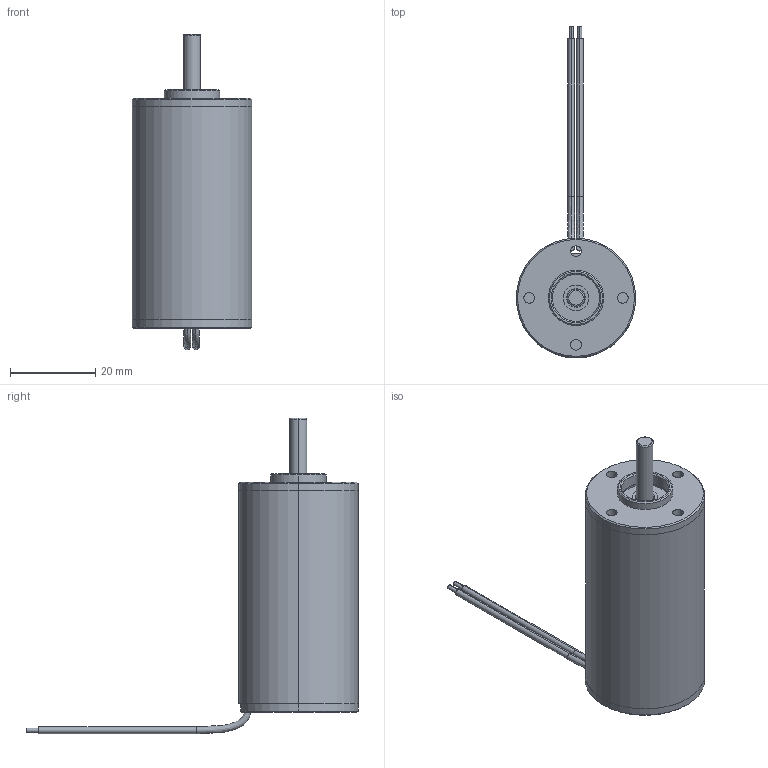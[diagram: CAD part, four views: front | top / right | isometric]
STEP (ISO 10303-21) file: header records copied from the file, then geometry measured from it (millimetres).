
FILE_DESCRIPTION (( 'STEP AP214' ), '1' );
FILE_NAME ('BD2854.STEP', '2025-12-01T03:55:01', ( 'Windows 蚚誧' ), ( 'Organization' ), 'SwSTEP 2.0', 'SolidWorks 2024', '' );
FILE_SCHEMA (( 'AUTOMOTIVE_DESIGN' ));
Length unit declared in the file: millimetre
Products named in the file (1): BD2854
Bounding box: 28 x 77.9 x 74 mm (x, y, z)
Volume: 12292.3 mm3; surface area: 15215.4 mm2
Topology: 7 solids, 7 shells, 152 faces, 322 edges, 200 vertices
Faces by surface type: cylinder 80, plane 35, cone 21, torus 12, bspline 4
Entity records: 4993 total; most frequent: CARTESIAN_POINT 1471, DIRECTION 808, ORIENTED_EDGE 644, AXIS2_PLACEMENT_3D 347, EDGE_CURVE 322, VERTEX_POINT 200, CIRCLE 198, EDGE_LOOP 182
